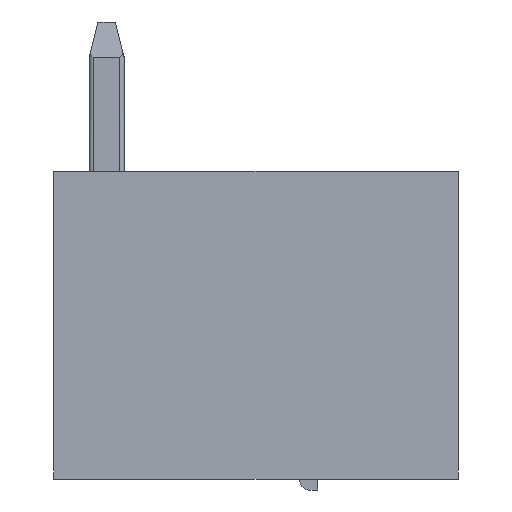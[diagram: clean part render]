
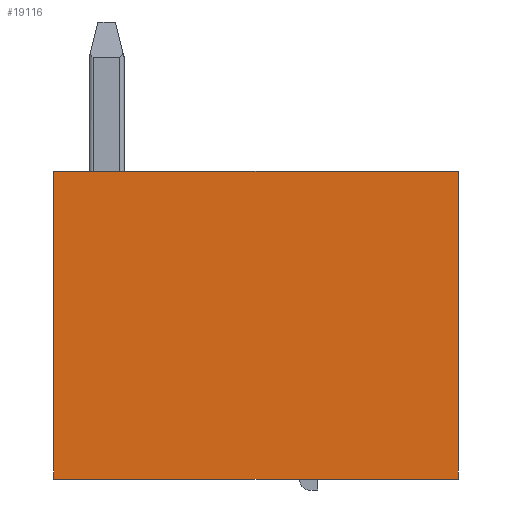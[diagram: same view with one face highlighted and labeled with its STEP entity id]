
A CAD part, front view. The second image highlights one B-rep face of the part: STEP entity #19116.
In plain terms, the highlighted planar face has unit normal (0, -1, 0).
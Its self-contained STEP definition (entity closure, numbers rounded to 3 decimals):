
#74=DIRECTION('',(0.,0.,1.));
#75=VECTOR('',#74,7.);
#76=CARTESIAN_POINT('',(0.,-4.51,-7.));
#77=LINE('',#76,#75);
#798=DIRECTION('',(0.,0.,1.));
#799=VECTOR('',#798,7.);
#800=CARTESIAN_POINT('',(9.2,-4.51,-7.));
#801=LINE('',#800,#799);
#6013=DIRECTION('',(-1.,0.,0.));
#6014=VECTOR('',#6013,9.2);
#6015=CARTESIAN_POINT('',(9.2,-4.51,0.));
#6016=LINE('',#6015,#6014);
#6510=DIRECTION('',(-1.,0.,0.));
#6511=VECTOR('',#6510,9.2);
#6512=CARTESIAN_POINT('',(9.2,-4.51,-7.));
#6513=LINE('',#6512,#6511);
#8821=CARTESIAN_POINT('',(9.2,-4.51,-7.));
#8822=CARTESIAN_POINT('',(9.2,-4.51,0.));
#8823=VERTEX_POINT('',#8821);
#8824=VERTEX_POINT('',#8822);
#8829=CARTESIAN_POINT('',(0.,-4.51,-7.));
#8830=CARTESIAN_POINT('',(0.,-4.51,0.));
#8831=VERTEX_POINT('',#8829);
#8832=VERTEX_POINT('',#8830);
#19105=CARTESIAN_POINT('',(9.2,-4.51,-7.));
#19106=DIRECTION('',(0.,1.,0.));
#19107=DIRECTION('',(0.,0.,1.));
#19108=AXIS2_PLACEMENT_3D('',#19105,#19106,#19107);
#19109=PLANE('',#19108);
#19110=ORIENTED_EDGE('',*,*,#10443,.F.);
#19111=ORIENTED_EDGE('',*,*,#10271,.T.);
#19112=ORIENTED_EDGE('',*,*,#10308,.T.);
#19113=ORIENTED_EDGE('',*,*,#18831,.F.);
#19114=EDGE_LOOP('',(#19110,#19111,#19112,#19113));
#19115=FACE_OUTER_BOUND('',#19114,.F.);
#19116=ADVANCED_FACE('',(#19115),#19109,.F.);
#10271=EDGE_CURVE('',#8823,#8831,#6513,.T.);
#10308=EDGE_CURVE('',#8831,#8832,#77,.T.);
#10443=EDGE_CURVE('',#8823,#8824,#801,.T.);
#18831=EDGE_CURVE('',#8824,#8832,#6016,.T.);
